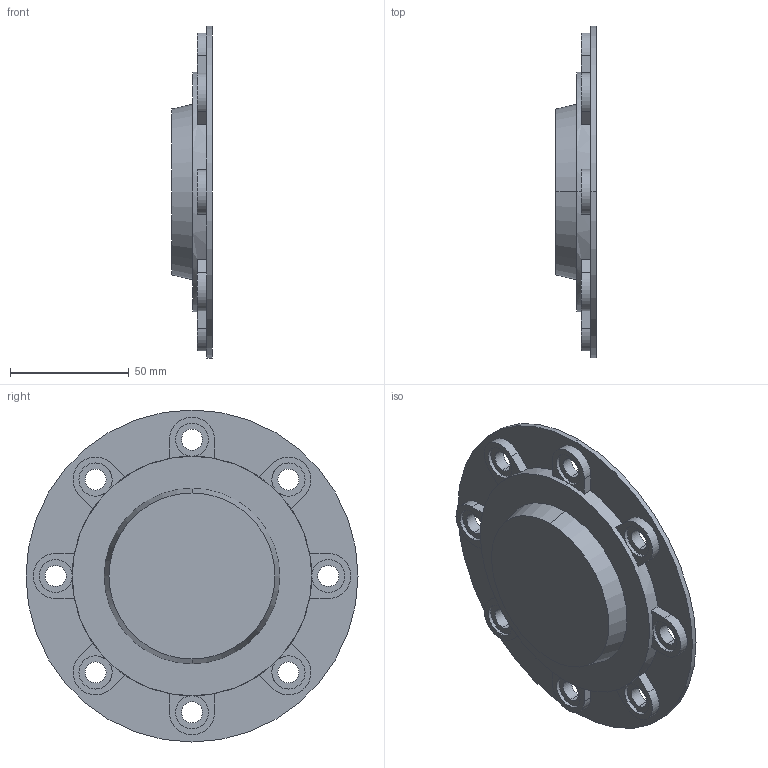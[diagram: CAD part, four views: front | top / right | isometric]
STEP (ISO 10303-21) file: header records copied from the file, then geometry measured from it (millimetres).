
FILE_DESCRIPTION (( 'STEP AP203' ), '1' );
FILE_NAME ('WGA-75M-ACC5.STEP', '2024-10-07T16:02:12', ( '' ), ( '' ), 'SwSTEP 2.0', 'SolidWorks 2023', '' );
FILE_SCHEMA (( 'CONFIG_CONTROL_DESIGN' ));
Length unit declared in the file: millimetre
Products named in the file (1): WGA-75M-ACC5
Bounding box: 17 x 140 x 140 mm (x, y, z)
Volume: 46913.1 mm3; surface area: 40016.1 mm2
Topology: 1 solids, 1 shells, 91 faces, 243 edges, 158 vertices
Faces by surface type: cylinder 49, plane 38, cone 4
Entity records: 3004 total; most frequent: DIRECTION 561, CARTESIAN_POINT 493, ORIENTED_EDGE 486, EDGE_CURVE 243, AXIS2_PLACEMENT_3D 226, VERTEX_POINT 158, CIRCLE 134, EDGE_LOOP 111
